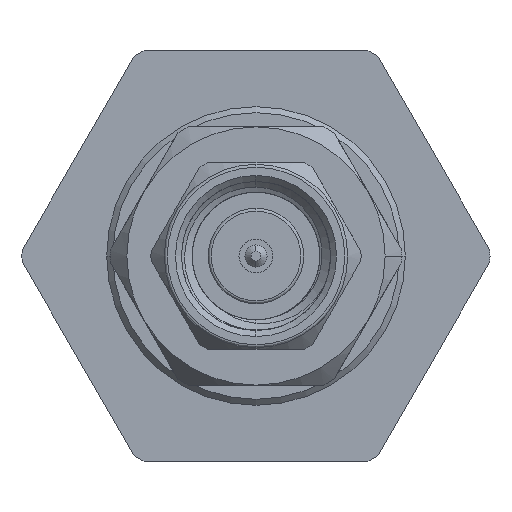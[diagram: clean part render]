
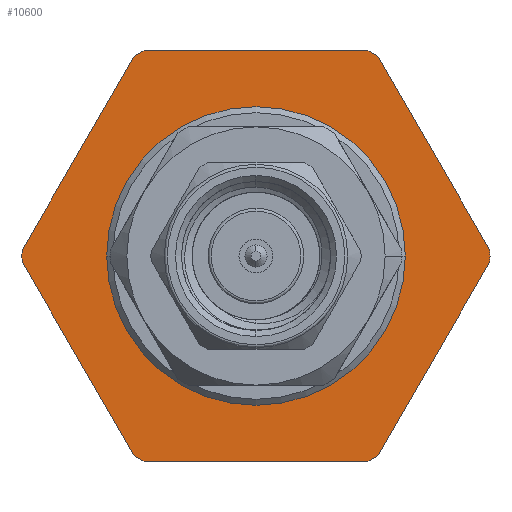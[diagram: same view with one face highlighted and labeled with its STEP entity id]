
A CAD part, left-side view. The second image highlights one B-rep face of the part: STEP entity #10600.
In plain terms, the highlighted face is planar.
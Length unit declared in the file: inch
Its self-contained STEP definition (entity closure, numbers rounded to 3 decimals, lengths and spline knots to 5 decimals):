
#190 = VERTEX_POINT ( 'NONE', #12736 ) ;
#251 = CARTESIAN_POINT ( 'NONE',  ( 0.93213, -0.34449, -0.19889 ) ) ;
#410 = DIRECTION ( 'NONE',  ( 0., 0., -1. ) ) ;
#429 = ORIENTED_EDGE ( 'NONE', *, *, #8481, .F. ) ;
#504 = DIRECTION ( 'NONE',  ( 0., -0.866, 0.5 ) ) ;
#773 = DIRECTION ( 'NONE',  ( 0., 0., 1. ) ) ;
#820 = CARTESIAN_POINT ( 'NONE',  ( 0.93213, -0.34449, 0.19889 ) ) ;
#1560 = EDGE_CURVE ( 'NONE', #19666, #9482, #20180, .T. ) ;
#1628 = VECTOR ( 'NONE', #410, 39.37008 ) ;
#1661 = DIRECTION ( 'NONE',  ( 0., 0., 1. ) ) ;
#1976 = AXIS2_PLACEMENT_3D ( 'NONE', #23996, #12826, #1661 ) ;
#2021 = DIRECTION ( 'NONE',  ( -1., 0., 0. ) ) ;
#2123 = CARTESIAN_POINT ( 'NONE',  ( 0.93213, 0., -0.39778 ) ) ;
#2165 = CARTESIAN_POINT ( 'NONE',  ( 0.93213, 0., 0. ) ) ;
#2399 = ORIENTED_EDGE ( 'NONE', *, *, #17751, .T. ) ;
#2840 = DIRECTION ( 'NONE',  ( -1., 0., 0. ) ) ;
#3273 = LINE ( 'NONE', #2123, #12008 ) ;
#3509 = AXIS2_PLACEMENT_3D ( 'NONE', #10729, #18212, #8692 ) ;
#4189 = AXIS2_PLACEMENT_3D ( 'NONE', #15034, #2021, #5105 ) ;
#4300 = PLANE ( 'NONE',  #22155 ) ;
#4653 = CARTESIAN_POINT ( 'NONE',  ( 0.93213, -0.34449, 0.18776 ) ) ;
#4872 = CARTESIAN_POINT ( 'NONE',  ( 0.93213, 0., 0. ) ) ;
#4928 = AXIS2_PLACEMENT_3D ( 'NONE', #2165, #20911, #20829 ) ;
#4950 = VERTEX_POINT ( 'NONE', #22115 ) ;
#4973 = ORIENTED_EDGE ( 'NONE', *, *, #23357, .F. ) ;
#5105 = DIRECTION ( 'NONE',  ( 0., 0., 1. ) ) ;
#5115 = CIRCLE ( 'NONE', #1976, 0.39233 ) ;
#5472 = EDGE_CURVE ( 'NONE', #22205, #18156, #3273, .T. ) ;
#5483 = LINE ( 'NONE', #13389, #11029 ) ;
#5627 = LINE ( 'NONE', #19890, #12891 ) ;
#5749 = DIRECTION ( 'NONE',  ( 0., 0.866, 0.5 ) ) ;
#5780 = VERTEX_POINT ( 'NONE', #13977 ) ;
#5962 = CARTESIAN_POINT ( 'NONE',  ( 0.93213, 0., 0.39778 ) ) ;
#6042 = CIRCLE ( 'NONE', #4928, 0.39233 ) ;
#6923 = ORIENTED_EDGE ( 'NONE', *, *, #23978, .F. ) ;
#7131 = AXIS2_PLACEMENT_3D ( 'NONE', #4872, #17985, #8792 ) ;
#7151 = ORIENTED_EDGE ( 'NONE', *, *, #21553, .T. ) ;
#7171 = AXIS2_PLACEMENT_3D ( 'NONE', #22391, #13075, #24087 ) ;
#7562 = VERTEX_POINT ( 'NONE', #15817 ) ;
#7679 = CIRCLE ( 'NONE', #7131, 0.39233 ) ;
#7711 = CARTESIAN_POINT ( 'NONE',  ( 0.93213, 0.33485, 0.20446 ) ) ;
#7855 = ORIENTED_EDGE ( 'NONE', *, *, #20149, .F. ) ;
#8191 = EDGE_LOOP ( 'NONE', ( #2399, #20152 ) ) ;
#8314 = DIRECTION ( 'NONE',  ( 0., 0., 1. ) ) ;
#8338 = DIRECTION ( 'NONE',  ( 0., -0.866, -0.5 ) ) ;
#8481 = EDGE_CURVE ( 'NONE', #22784, #8688, #7679, .T. ) ;
#8524 = EDGE_CURVE ( 'NONE', #190, #18156, #22227, .T. ) ;
#8633 = CARTESIAN_POINT ( 'NONE',  ( 0.93213, 0., 0. ) ) ;
#8669 = LINE ( 'NONE', #820, #15644 ) ;
#8688 = VERTEX_POINT ( 'NONE', #8958 ) ;
#8692 = DIRECTION ( 'NONE',  ( 0., 0., 1. ) ) ;
#8792 = DIRECTION ( 'NONE',  ( 0., 0., 1. ) ) ;
#8923 = CARTESIAN_POINT ( 'NONE',  ( 0.93213, 0.00964, -0.39222 ) ) ;
#8958 = CARTESIAN_POINT ( 'NONE',  ( 0.93213, 0.33485, -0.20446 ) ) ;
#9129 = EDGE_CURVE ( 'NONE', #19666, #19639, #11407, .T. ) ;
#9317 = VERTEX_POINT ( 'NONE', #14829 ) ;
#9353 = CIRCLE ( 'NONE', #3509, 0.25033 ) ;
#9482 = VERTEX_POINT ( 'NONE', #20246 ) ;
#9829 = ORIENTED_EDGE ( 'NONE', *, *, #5472, .T. ) ;
#9889 = CARTESIAN_POINT ( 'NONE',  ( 0.93213, -0.00964, -0.39222 ) ) ;
#10446 = VERTEX_POINT ( 'NONE', #11323 ) ;
#10588 = DIRECTION ( 'NONE',  ( 0., 0., 1. ) ) ;
#10600 = ADVANCED_FACE ( 'NONE', ( #19818, #18650 ), #4300, .F. ) ;
#10729 = CARTESIAN_POINT ( 'NONE',  ( 0.93213, 0., 0. ) ) ;
#10765 = EDGE_CURVE ( 'NONE', #23490, #7562, #23598, .T. ) ;
#10774 = CIRCLE ( 'NONE', #12979, 0.39233 ) ;
#10830 = EDGE_CURVE ( 'NONE', #10446, #5780, #15119, .T. ) ;
#11029 = VECTOR ( 'NONE', #5749, 39.37008 ) ;
#11323 = CARTESIAN_POINT ( 'NONE',  ( 0.93213, 0., -0.25033 ) ) ;
#11407 = CIRCLE ( 'NONE', #23541, 0.39233 ) ;
#11443 = CARTESIAN_POINT ( 'NONE',  ( 0.93213, 0.34449, 0.18776 ) ) ;
#11915 = CARTESIAN_POINT ( 'NONE',  ( 0.93213, 0., 0. ) ) ;
#12008 = VECTOR ( 'NONE', #20788, 39.37008 ) ;
#12063 = CARTESIAN_POINT ( 'NONE',  ( 0.93213, 0., 0. ) ) ;
#12125 = ORIENTED_EDGE ( 'NONE', *, *, #12129, .T. ) ;
#12129 = EDGE_CURVE ( 'NONE', #4950, #7562, #8669, .T. ) ;
#12736 = CARTESIAN_POINT ( 'NONE',  ( 0.93213, 0., -0.39233 ) ) ;
#12826 = DIRECTION ( 'NONE',  ( -1., 0., 0. ) ) ;
#12891 = VECTOR ( 'NONE', #21856, 39.37008 ) ;
#12979 = AXIS2_PLACEMENT_3D ( 'NONE', #12063, #22927, #23009 ) ;
#13075 = DIRECTION ( 'NONE',  ( -1., 0., 0. ) ) ;
#13389 = CARTESIAN_POINT ( 'NONE',  ( 0.93213, 0.34449, -0.19889 ) ) ;
#13842 = ORIENTED_EDGE ( 'NONE', *, *, #9129, .F. ) ;
#13977 = CARTESIAN_POINT ( 'NONE',  ( 0.93213, 0., 0.25033 ) ) ;
#14829 = CARTESIAN_POINT ( 'NONE',  ( 0.93213, -0.34449, -0.18776 ) ) ;
#15034 = CARTESIAN_POINT ( 'NONE',  ( 0.93213, 0., 0. ) ) ;
#15119 = CIRCLE ( 'NONE', #7171, 0.25033 ) ;
#15291 = VERTEX_POINT ( 'NONE', #8923 ) ;
#15579 = ORIENTED_EDGE ( 'NONE', *, *, #16416, .T. ) ;
#15644 = VECTOR ( 'NONE', #8338, 39.37008 ) ;
#15697 = CARTESIAN_POINT ( 'NONE',  ( 0.93213, 0.3396, 0. ) ) ;
#15788 = EDGE_LOOP ( 'NONE', ( #13842, #16273, #6923, #12125, #20226, #16373, #4973, #9829, #17893, #7855, #7151, #429, #15579 ) ) ;
#15817 = CARTESIAN_POINT ( 'NONE',  ( 0.93213, -0.33485, 0.20446 ) ) ;
#16273 = ORIENTED_EDGE ( 'NONE', *, *, #1560, .T. ) ;
#16373 = ORIENTED_EDGE ( 'NONE', *, *, #22240, .T. ) ;
#16416 = EDGE_CURVE ( 'NONE', #22784, #19639, #5627, .T. ) ;
#17751 = EDGE_CURVE ( 'NONE', #5780, #10446, #9353, .T. ) ;
#17893 = ORIENTED_EDGE ( 'NONE', *, *, #8524, .F. ) ;
#17896 = AXIS2_PLACEMENT_3D ( 'NONE', #8633, #2840, #10588 ) ;
#17985 = DIRECTION ( 'NONE',  ( -1., 0., 0. ) ) ;
#18156 = VERTEX_POINT ( 'NONE', #9889 ) ;
#18212 = DIRECTION ( 'NONE',  ( -1., 0., 0. ) ) ;
#18650 = FACE_OUTER_BOUND ( 'NONE', #15788, .T. ) ;
#19017 = VECTOR ( 'NONE', #504, 39.37008 ) ;
#19245 = CARTESIAN_POINT ( 'NONE',  ( 0.93213, 0.34449, -0.18776 ) ) ;
#19381 = DIRECTION ( 'NONE',  ( -1., 0., 0. ) ) ;
#19510 = DIRECTION ( 'NONE',  ( -1., 0., 0. ) ) ;
#19639 = VERTEX_POINT ( 'NONE', #11443 ) ;
#19666 = VERTEX_POINT ( 'NONE', #7711 ) ;
#19818 = FACE_BOUND ( 'NONE', #8191, .T. ) ;
#19890 = CARTESIAN_POINT ( 'NONE',  ( 0.93213, 0.34449, 0.19889 ) ) ;
#20149 = EDGE_CURVE ( 'NONE', #15291, #190, #10774, .T. ) ;
#20152 = ORIENTED_EDGE ( 'NONE', *, *, #10830, .T. ) ;
#20180 = LINE ( 'NONE', #5962, #19017 ) ;
#20226 = ORIENTED_EDGE ( 'NONE', *, *, #10765, .F. ) ;
#20246 = CARTESIAN_POINT ( 'NONE',  ( 0.93213, 0.00964, 0.39222 ) ) ;
#20788 = DIRECTION ( 'NONE',  ( 0., 0.866, -0.5 ) ) ;
#20829 = DIRECTION ( 'NONE',  ( 0., 0., 1. ) ) ;
#20911 = DIRECTION ( 'NONE',  ( -1., 0., 0. ) ) ;
#20924 = LINE ( 'NONE', #251, #1628 ) ;
#21055 = CARTESIAN_POINT ( 'NONE',  ( 0.93213, -0.33485, -0.20446 ) ) ;
#21553 = EDGE_CURVE ( 'NONE', #15291, #8688, #5483, .T. ) ;
#21856 = DIRECTION ( 'NONE',  ( 0., 0., 1. ) ) ;
#22115 = CARTESIAN_POINT ( 'NONE',  ( 0.93213, -0.00964, 0.39222 ) ) ;
#22155 = AXIS2_PLACEMENT_3D ( 'NONE', #15697, #19381, #8314 ) ;
#22205 = VERTEX_POINT ( 'NONE', #21055 ) ;
#22227 = CIRCLE ( 'NONE', #17896, 0.39233 ) ;
#22240 = EDGE_CURVE ( 'NONE', #23490, #9317, #20924, .T. ) ;
#22391 = CARTESIAN_POINT ( 'NONE',  ( 0.93213, 0., 0. ) ) ;
#22784 = VERTEX_POINT ( 'NONE', #19245 ) ;
#22927 = DIRECTION ( 'NONE',  ( -1., 0., 0. ) ) ;
#23009 = DIRECTION ( 'NONE',  ( 0., 0., 1. ) ) ;
#23357 = EDGE_CURVE ( 'NONE', #22205, #9317, #6042, .T. ) ;
#23490 = VERTEX_POINT ( 'NONE', #4653 ) ;
#23541 = AXIS2_PLACEMENT_3D ( 'NONE', #11915, #19510, #773 ) ;
#23598 = CIRCLE ( 'NONE', #4189, 0.39233 ) ;
#23978 = EDGE_CURVE ( 'NONE', #4950, #9482, #5115, .T. ) ;
#23996 = CARTESIAN_POINT ( 'NONE',  ( 0.93213, 0., 0. ) ) ;
#24087 = DIRECTION ( 'NONE',  ( 0., 0., 1. ) ) ;
